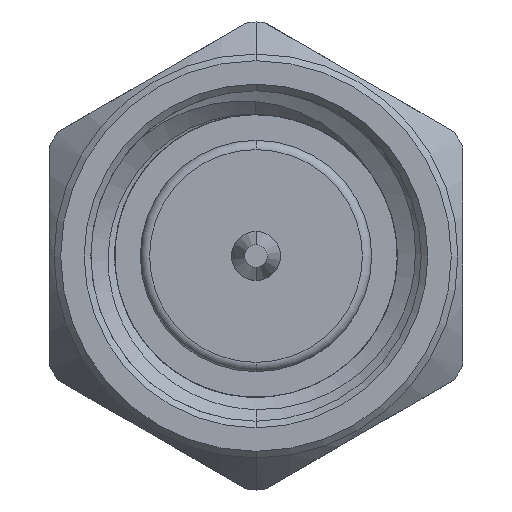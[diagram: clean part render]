
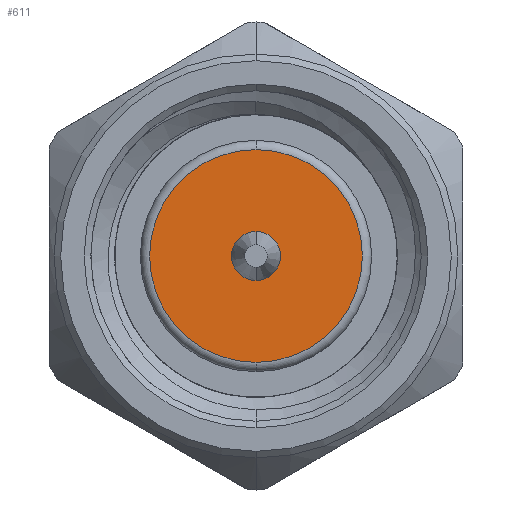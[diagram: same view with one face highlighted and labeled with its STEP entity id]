
A CAD part, left-side view. The second image highlights one B-rep face of the part: STEP entity #611.
In plain terms, the highlighted planar face has unit normal (-1, 0, 0).
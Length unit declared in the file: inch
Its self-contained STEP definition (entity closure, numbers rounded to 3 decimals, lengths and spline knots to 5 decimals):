
#24 = CARTESIAN_POINT ( 'NONE',  ( 0.1, 0., -0.0805 ) ) ;
#66 = DIRECTION ( 'NONE',  ( 1., 0., 0. ) ) ;
#146 = CIRCLE ( 'NONE', #1554, 0.0805 ) ;
#303 = CARTESIAN_POINT ( 'NONE',  ( 0.1, 0., 0. ) ) ;
#337 = DIRECTION ( 'NONE',  ( 0., 0., -1. ) ) ;
#409 = CARTESIAN_POINT ( 'NONE',  ( 0.1, 0., 0.0185 ) ) ;
#486 = FACE_BOUND ( 'NONE', #2481, .T. ) ;
#517 = DIRECTION ( 'NONE',  ( -1., 0., 0. ) ) ;
#518 = CARTESIAN_POINT ( 'NONE',  ( 0.1, 0., 0. ) ) ;
#611 = ADVANCED_FACE ( 'NONE', ( #486, #2842 ), #1106, .F. ) ;
#622 = ORIENTED_EDGE ( 'NONE', *, *, #1441, .F. ) ;
#768 = CARTESIAN_POINT ( 'NONE',  ( 0.1, 0., 0.0805 ) ) ;
#964 = EDGE_CURVE ( 'NONE', #2890, #2323, #2966, .T. ) ;
#1033 = ORIENTED_EDGE ( 'NONE', *, *, #3196, .F. ) ;
#1047 = DIRECTION ( 'NONE',  ( -1., 0., 0. ) ) ;
#1106 = PLANE ( 'NONE',  #2500 ) ;
#1117 = VERTEX_POINT ( 'NONE', #409 ) ;
#1214 = CARTESIAN_POINT ( 'NONE',  ( 0.1, 0., 0. ) ) ;
#1320 = DIRECTION ( 'NONE',  ( -1., 0., 0. ) ) ;
#1322 = AXIS2_PLACEMENT_3D ( 'NONE', #1214, #2995, #2488 ) ;
#1441 = EDGE_CURVE ( 'NONE', #1117, #1743, #2219, .T. ) ;
#1554 = AXIS2_PLACEMENT_3D ( 'NONE', #1587, #1047, #2074 ) ;
#1587 = CARTESIAN_POINT ( 'NONE',  ( 0.1, 0., 0. ) ) ;
#1696 = EDGE_CURVE ( 'NONE', #2323, #2890, #146, .T. ) ;
#1743 = VERTEX_POINT ( 'NONE', #3382 ) ;
#2074 = DIRECTION ( 'NONE',  ( 0., 0., -1. ) ) ;
#2219 = CIRCLE ( 'NONE', #1322, 0.0185 ) ;
#2323 = VERTEX_POINT ( 'NONE', #768 ) ;
#2432 = CIRCLE ( 'NONE', #3052, 0.0185 ) ;
#2481 = EDGE_LOOP ( 'NONE', ( #1033, #622 ) ) ;
#2488 = DIRECTION ( 'NONE',  ( 0., 0., -1. ) ) ;
#2500 = AXIS2_PLACEMENT_3D ( 'NONE', #303, #66, #337 ) ;
#2689 = ORIENTED_EDGE ( 'NONE', *, *, #964, .T. ) ;
#2842 = FACE_OUTER_BOUND ( 'NONE', #2976, .T. ) ;
#2856 = DIRECTION ( 'NONE',  ( 0., 0., -1. ) ) ;
#2887 = DIRECTION ( 'NONE',  ( 0., 0., -1. ) ) ;
#2890 = VERTEX_POINT ( 'NONE', #24 ) ;
#2966 = CIRCLE ( 'NONE', #3033, 0.0805 ) ;
#2976 = EDGE_LOOP ( 'NONE', ( #2689, #3183 ) ) ;
#2995 = DIRECTION ( 'NONE',  ( -1., 0., 0. ) ) ;
#3033 = AXIS2_PLACEMENT_3D ( 'NONE', #518, #1320, #2887 ) ;
#3052 = AXIS2_PLACEMENT_3D ( 'NONE', #3089, #517, #2856 ) ;
#3089 = CARTESIAN_POINT ( 'NONE',  ( 0.1, 0., 0. ) ) ;
#3183 = ORIENTED_EDGE ( 'NONE', *, *, #1696, .T. ) ;
#3196 = EDGE_CURVE ( 'NONE', #1743, #1117, #2432, .T. ) ;
#3382 = CARTESIAN_POINT ( 'NONE',  ( 0.1, 0., -0.0185 ) ) ;
